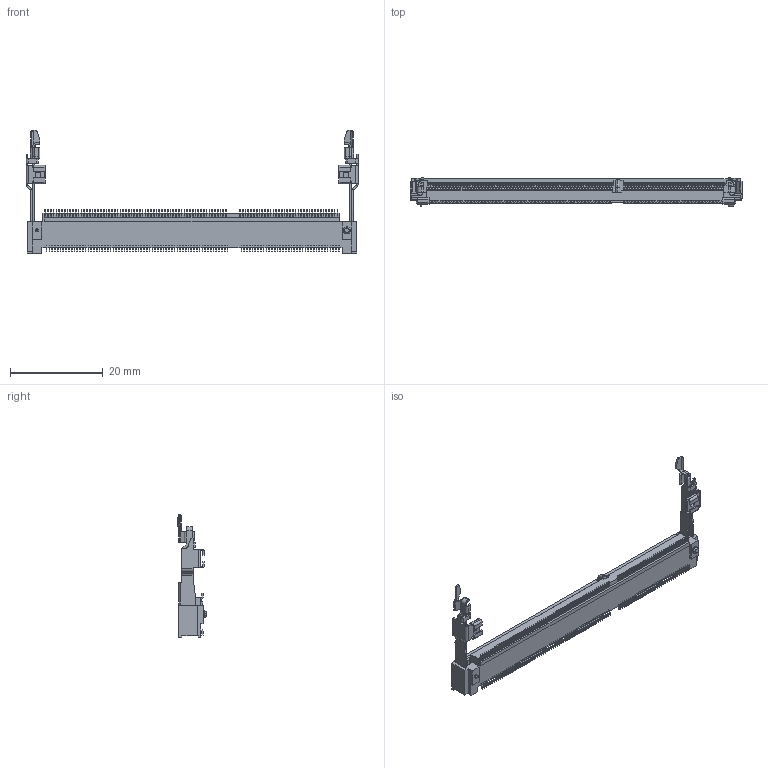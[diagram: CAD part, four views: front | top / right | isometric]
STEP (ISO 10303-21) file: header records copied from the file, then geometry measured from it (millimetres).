
FILE_DESCRIPTION((''),'2;1');
FILE_NAME('C-2-2013289-1','2011-04-23T',('workeradm'),('Tyco Electronics Ltd.'),'PRO/ENGINEER BY PARAMETRIC TECHNOLOGY CORPORATION, 2009300','PRO/ENGINEER BY PARAMETRIC TECHNOLOGY CORPORATION, 2009300','');
FILE_SCHEMA(('AUTOMOTIVE_DESIGN { 1 0 10303 214 1 1 1 1 }'));
Products named in the file (1): C-2-2013289-1
Bounding box: 71.6 x 6.15 x 26.54 mm (x, y, z)
Volume: 1976.7 mm3; surface area: 3584.9 mm2
Topology: 1 solids, 1 shells, 3585 faces, 10490 edges, 6910 vertices
Faces by surface type: plane 2972, cylinder 595, bspline 12, cone 4, torus 2
Entity records: 118240 total; most frequent: CARTESIAN_POINT 22016, ORIENTED_EDGE 20980, DIRECTION 18576, EDGE_CURVE 10490, VECTOR 9070, LINE 9070, VERTEX_POINT 6910, AXIS2_PLACEMENT_3D 4753
